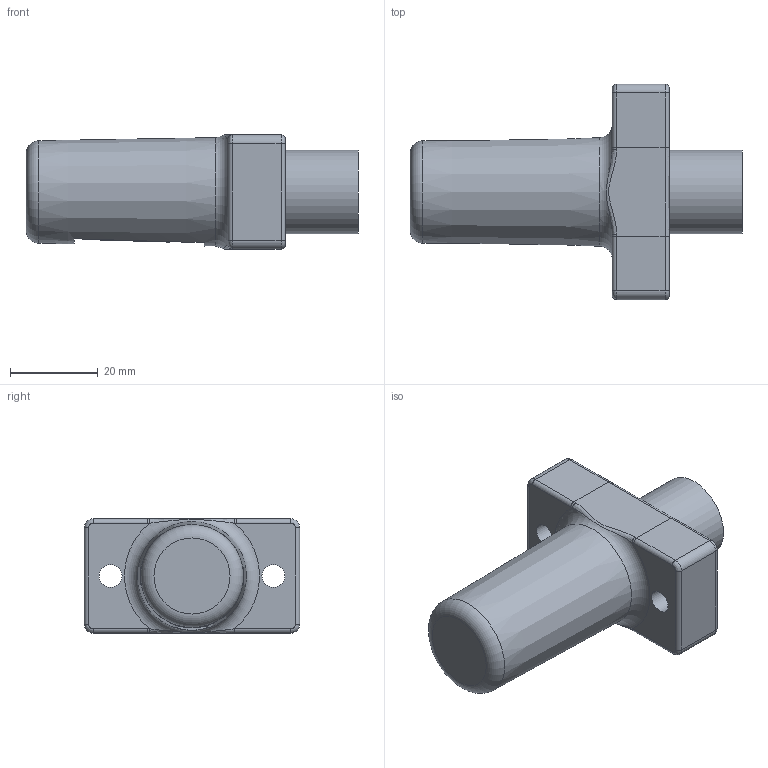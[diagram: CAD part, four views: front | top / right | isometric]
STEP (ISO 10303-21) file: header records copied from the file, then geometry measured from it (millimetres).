
FILE_DESCRIPTION(/* description */ (''),/* implementation_level */ '2;1');
FILE_NAME(/* name */ 'Endstecker.stp',/* time_stamp */ '2017-06-02T09:32:40+02:00',/* author */ ('guzb562'),/* organization */ (''),/* preprocessor_version */ 'ST-DEVELOPER v16.1',/* originating_system */ 'Autodesk Inventor 2016',/* authorisation */ '');
FILE_SCHEMA (('AUTOMOTIVE_DESIGN { 1 0 10303 214 3 1 1 }'));
Length unit declared in the file: millimetre
Products named in the file (1): Endstecker
Bounding box: 75.5 x 49 x 26 mm (x, y, z)
Volume: 37871.8 mm3; surface area: 10070.9 mm2
Topology: 1 solids, 1 shells, 273 faces, 720 edges, 487 vertices
Faces by surface type: plane 147, bspline 97, cylinder 26, torus 2, cone 1
Full cylindrical faces by diameter (mm): 1.2 x5, 5.216 x2, 16.3 x1, 19 x1
Entity records: 12449 total; most frequent: CARTESIAN_POINT 6312, ORIENTED_EDGE 1374, DIRECTION 986, EDGE_CURVE 687, VERTEX_POINT 458, LINE 440, VECTOR 440, EDGE_LOOP 319
